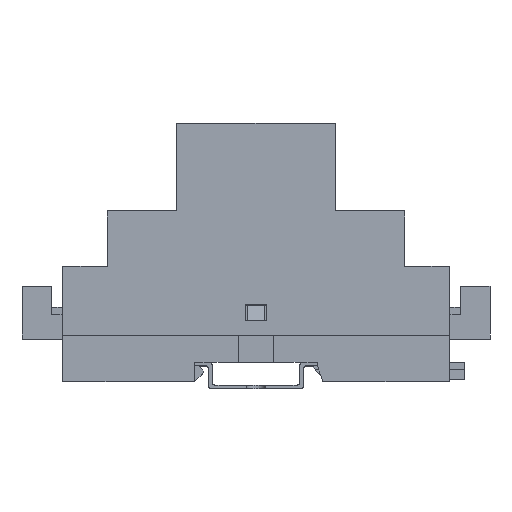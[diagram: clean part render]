
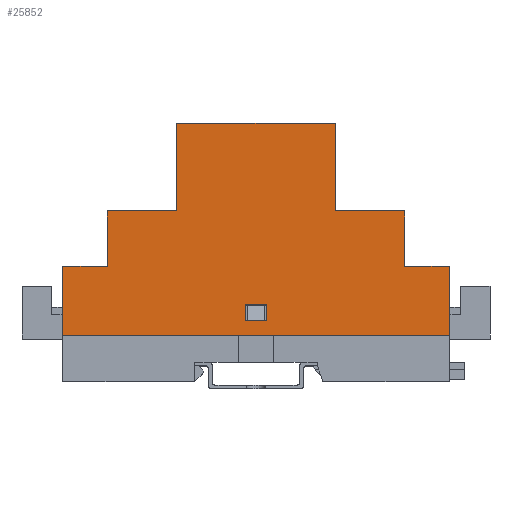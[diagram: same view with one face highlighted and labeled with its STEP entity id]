
A CAD part, top view. The second image highlights one B-rep face of the part: STEP entity #25852.
In plain terms, the highlighted planar face has unit normal (0, 0, 1).
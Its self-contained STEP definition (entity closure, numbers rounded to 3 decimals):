
#127 = DIRECTION ( 'NONE',  ( 0., -1., 0. ) ) ;
#130 = VECTOR ( 'NONE', #19416, 1000. ) ;
#156 = CARTESIAN_POINT ( 'NONE',  ( 3., 4., 17.5 ) ) ;
#1046 = CARTESIAN_POINT ( 'NONE',  ( 55., 35.3, 17.5 ) ) ;
#1061 = VECTOR ( 'NONE', #4256, 1000. ) ;
#1194 = EDGE_CURVE ( 'NONE', #18901, #2302, #9631, .T. ) ;
#1215 = LINE ( 'NONE', #4637, #1996 ) ;
#1366 = VECTOR ( 'NONE', #20149, 1000. ) ;
#1393 = VECTOR ( 'NONE', #14118, 1000. ) ;
#1822 = LINE ( 'NONE', #11714, #1061 ) ;
#1996 = VECTOR ( 'NONE', #12315, 1000. ) ;
#2302 = VERTEX_POINT ( 'NONE', #25900 ) ;
#2680 = CARTESIAN_POINT ( 'NONE',  ( -55., 35.3, 17.5 ) ) ;
#2721 = DIRECTION ( 'NONE',  ( 1., 0., 0. ) ) ;
#3718 = DIRECTION ( 'NONE',  ( 1., 0., 0. ) ) ;
#4256 = DIRECTION ( 'NONE',  ( 0., -1., 0. ) ) ;
#4388 = VECTOR ( 'NONE', #17745, 1000. ) ;
#4637 = CARTESIAN_POINT ( 'NONE',  ( 22.5, 60.3, 17.5 ) ) ;
#4878 = CARTESIAN_POINT ( 'NONE',  ( -42.3, 35.3, 17.5 ) ) ;
#4986 = VERTEX_POINT ( 'NONE', #14880 ) ;
#5490 = VERTEX_POINT ( 'NONE', #14539 ) ;
#5565 = ORIENTED_EDGE ( 'NONE', *, *, #23204, .T. ) ;
#5590 = ORIENTED_EDGE ( 'NONE', *, *, #18988, .T. ) ;
#6149 = VECTOR ( 'NONE', #30588, 1000. ) ;
#6833 = EDGE_CURVE ( 'NONE', #8688, #29085, #12468, .T. ) ;
#7001 = ORIENTED_EDGE ( 'NONE', *, *, #13102, .F. ) ;
#7154 = VERTEX_POINT ( 'NONE', #21134 ) ;
#7465 = CARTESIAN_POINT ( 'NONE',  ( 22.5, 60.3, 17.5 ) ) ;
#7749 = LINE ( 'NONE', #23700, #10519 ) ;
#7841 = VECTOR ( 'NONE', #127, 1000. ) ;
#8043 = LINE ( 'NONE', #27896, #1366 ) ;
#8411 = CARTESIAN_POINT ( 'NONE',  ( 3., 8.7, 17.5 ) ) ;
#8492 = DIRECTION ( 'NONE',  ( 1., 0., 0. ) ) ;
#8564 = CARTESIAN_POINT ( 'NONE',  ( 22.5, 60.3, 17.5 ) ) ;
#8687 = LINE ( 'NONE', #25377, #28041 ) ;
#8688 = VERTEX_POINT ( 'NONE', #22990 ) ;
#9131 = LINE ( 'NONE', #27068, #130 ) ;
#9631 = LINE ( 'NONE', #1046, #12791 ) ;
#9844 = VECTOR ( 'NONE', #3718, 1000. ) ;
#10519 = VECTOR ( 'NONE', #2721, 1000. ) ;
#10812 = DIRECTION ( 'NONE',  ( 0., -1., 0. ) ) ;
#11226 = EDGE_CURVE ( 'NONE', #21888, #5490, #1822, .T. ) ;
#11609 = LINE ( 'NONE', #32254, #16744 ) ;
#11714 = CARTESIAN_POINT ( 'NONE',  ( -22.5, 60.3, 17.5 ) ) ;
#11824 = EDGE_CURVE ( 'NONE', #13363, #18901, #28567, .T. ) ;
#12043 = EDGE_CURVE ( 'NONE', #20363, #17421, #8043, .T. ) ;
#12315 = DIRECTION ( 'NONE',  ( 1., 0., 0. ) ) ;
#12319 = DIRECTION ( 'NONE',  ( -1., 0., 0. ) ) ;
#12468 = LINE ( 'NONE', #2680, #21127 ) ;
#12791 = VECTOR ( 'NONE', #10812, 1000. ) ;
#13102 = EDGE_CURVE ( 'NONE', #18576, #16443, #9131, .T. ) ;
#13254 = CARTESIAN_POINT ( 'NONE',  ( 42.3, 19.6, 17.5 ) ) ;
#13278 = ORIENTED_EDGE ( 'NONE', *, *, #30139, .F. ) ;
#13363 = VERTEX_POINT ( 'NONE', #13254 ) ;
#14118 = DIRECTION ( 'NONE',  ( 1., 0., 0. ) ) ;
#14125 = EDGE_CURVE ( 'NONE', #21888, #20934, #1215, .T. ) ;
#14531 = LINE ( 'NONE', #7465, #7841 ) ;
#14539 = CARTESIAN_POINT ( 'NONE',  ( -22.5, 35.3, 17.5 ) ) ;
#14641 = LINE ( 'NONE', #25245, #4388 ) ;
#14880 = CARTESIAN_POINT ( 'NONE',  ( -3., 8.7, 17.5 ) ) ;
#15167 = CARTESIAN_POINT ( 'NONE',  ( 42.3, 19.6, 17.5 ) ) ;
#15322 = AXIS2_PLACEMENT_3D ( 'NONE', #27346, #17414, #12319 ) ;
#16443 = VERTEX_POINT ( 'NONE', #4878 ) ;
#16744 = VECTOR ( 'NONE', #25001, 1000. ) ;
#17414 = DIRECTION ( 'NONE',  ( 0., 0., -1. ) ) ;
#17421 = VERTEX_POINT ( 'NONE', #24435 ) ;
#17745 = DIRECTION ( 'NONE',  ( 0., -1., 0. ) ) ;
#18333 = EDGE_CURVE ( 'NONE', #31856, #7154, #8687, .T. ) ;
#18534 = CARTESIAN_POINT ( 'NONE',  ( -55., 35.3, 17.5 ) ) ;
#18576 = VERTEX_POINT ( 'NONE', #18937 ) ;
#18901 = VERTEX_POINT ( 'NONE', #20652 ) ;
#18937 = CARTESIAN_POINT ( 'NONE',  ( -42.3, 19.6, 17.5 ) ) ;
#18988 = EDGE_CURVE ( 'NONE', #4986, #32596, #25231, .T. ) ;
#19416 = DIRECTION ( 'NONE',  ( 0., 1., 0. ) ) ;
#20149 = DIRECTION ( 'NONE',  ( 1., 0., 0. ) ) ;
#20363 = VERTEX_POINT ( 'NONE', #26716 ) ;
#20652 = CARTESIAN_POINT ( 'NONE',  ( 55., 19.6, 17.5 ) ) ;
#20934 = VERTEX_POINT ( 'NONE', #8564 ) ;
#21113 = ORIENTED_EDGE ( 'NONE', *, *, #12043, .F. ) ;
#21127 = VECTOR ( 'NONE', #25275, 1000. ) ;
#21134 = CARTESIAN_POINT ( 'NONE',  ( -3., 4., 17.5 ) ) ;
#21193 = ORIENTED_EDGE ( 'NONE', *, *, #1194, .F. ) ;
#21348 = EDGE_CURVE ( 'NONE', #13363, #17421, #21496, .T. ) ;
#21496 = LINE ( 'NONE', #15167, #6149 ) ;
#21888 = VERTEX_POINT ( 'NONE', #22171 ) ;
#22171 = CARTESIAN_POINT ( 'NONE',  ( -22.5, 60.3, 17.5 ) ) ;
#22813 = EDGE_CURVE ( 'NONE', #32596, #31856, #14641, .T. ) ;
#22915 = DIRECTION ( 'NONE',  ( -1., 0., 0. ) ) ;
#22974 = ORIENTED_EDGE ( 'NONE', *, *, #11824, .F. ) ;
#22990 = CARTESIAN_POINT ( 'NONE',  ( -55., 19.6, 17.5 ) ) ;
#23204 = EDGE_CURVE ( 'NONE', #7154, #4986, #11609, .T. ) ;
#23700 = CARTESIAN_POINT ( 'NONE',  ( -55., 0., 17.5 ) ) ;
#23710 = CARTESIAN_POINT ( 'NONE',  ( 55., 19.6, 17.5 ) ) ;
#23923 = ORIENTED_EDGE ( 'NONE', *, *, #28948, .F. ) ;
#24435 = CARTESIAN_POINT ( 'NONE',  ( 42.3, 35.3, 17.5 ) ) ;
#24896 = ORIENTED_EDGE ( 'NONE', *, *, #21348, .T. ) ;
#24953 = ORIENTED_EDGE ( 'NONE', *, *, #29387, .F. ) ;
#25001 = DIRECTION ( 'NONE',  ( 0., 1., 0. ) ) ;
#25231 = LINE ( 'NONE', #31242, #9844 ) ;
#25245 = CARTESIAN_POINT ( 'NONE',  ( 3., 8.7, 17.5 ) ) ;
#25249 = VECTOR ( 'NONE', #25467, 1000. ) ;
#25275 = DIRECTION ( 'NONE',  ( 0., -1., 0. ) ) ;
#25348 = EDGE_LOOP ( 'NONE', ( #5565, #5590, #27766, #31190 ) ) ;
#25377 = CARTESIAN_POINT ( 'NONE',  ( 3., 4., 17.5 ) ) ;
#25467 = DIRECTION ( 'NONE',  ( 1., 0., 0. ) ) ;
#25852 = ADVANCED_FACE ( 'NONE', ( #31965, #27241 ), #27665, .F. ) ;
#25900 = CARTESIAN_POINT ( 'NONE',  ( 55., 0., 17.5 ) ) ;
#26239 = CARTESIAN_POINT ( 'NONE',  ( -55., 0., 17.5 ) ) ;
#26299 = EDGE_LOOP ( 'NONE', ( #13278, #7001, #23923, #32258, #31838, #21193, #22974, #24896, #21113, #24953, #31203, #31625 ) ) ;
#26716 = CARTESIAN_POINT ( 'NONE',  ( 22.5, 35.3, 17.5 ) ) ;
#27068 = CARTESIAN_POINT ( 'NONE',  ( -42.3, 19.6, 17.5 ) ) ;
#27241 = FACE_BOUND ( 'NONE', #25348, .T. ) ;
#27346 = CARTESIAN_POINT ( 'NONE',  ( -55., 35.3, 17.5 ) ) ;
#27665 = PLANE ( 'NONE',  #15322 ) ;
#27766 = ORIENTED_EDGE ( 'NONE', *, *, #22813, .T. ) ;
#27852 = EDGE_CURVE ( 'NONE', #29085, #2302, #7749, .T. ) ;
#27896 = CARTESIAN_POINT ( 'NONE',  ( -55., 35.3, 17.5 ) ) ;
#28041 = VECTOR ( 'NONE', #22915, 1000. ) ;
#28567 = LINE ( 'NONE', #23710, #1393 ) ;
#28948 = EDGE_CURVE ( 'NONE', #8688, #18576, #31933, .T. ) ;
#29085 = VERTEX_POINT ( 'NONE', #26239 ) ;
#29387 = EDGE_CURVE ( 'NONE', #20934, #20363, #14531, .T. ) ;
#30139 = EDGE_CURVE ( 'NONE', #16443, #5490, #30259, .T. ) ;
#30259 = LINE ( 'NONE', #18534, #31422 ) ;
#30588 = DIRECTION ( 'NONE',  ( 0., 1., 0. ) ) ;
#30836 = CARTESIAN_POINT ( 'NONE',  ( -42.3, 19.6, 17.5 ) ) ;
#31190 = ORIENTED_EDGE ( 'NONE', *, *, #18333, .T. ) ;
#31203 = ORIENTED_EDGE ( 'NONE', *, *, #14125, .F. ) ;
#31242 = CARTESIAN_POINT ( 'NONE',  ( 3., 8.7, 17.5 ) ) ;
#31422 = VECTOR ( 'NONE', #8492, 1000. ) ;
#31625 = ORIENTED_EDGE ( 'NONE', *, *, #11226, .T. ) ;
#31838 = ORIENTED_EDGE ( 'NONE', *, *, #27852, .T. ) ;
#31856 = VERTEX_POINT ( 'NONE', #156 ) ;
#31933 = LINE ( 'NONE', #30836, #25249 ) ;
#31965 = FACE_OUTER_BOUND ( 'NONE', #26299, .T. ) ;
#32254 = CARTESIAN_POINT ( 'NONE',  ( -3., 8.7, 17.5 ) ) ;
#32258 = ORIENTED_EDGE ( 'NONE', *, *, #6833, .T. ) ;
#32596 = VERTEX_POINT ( 'NONE', #8411 ) ;
